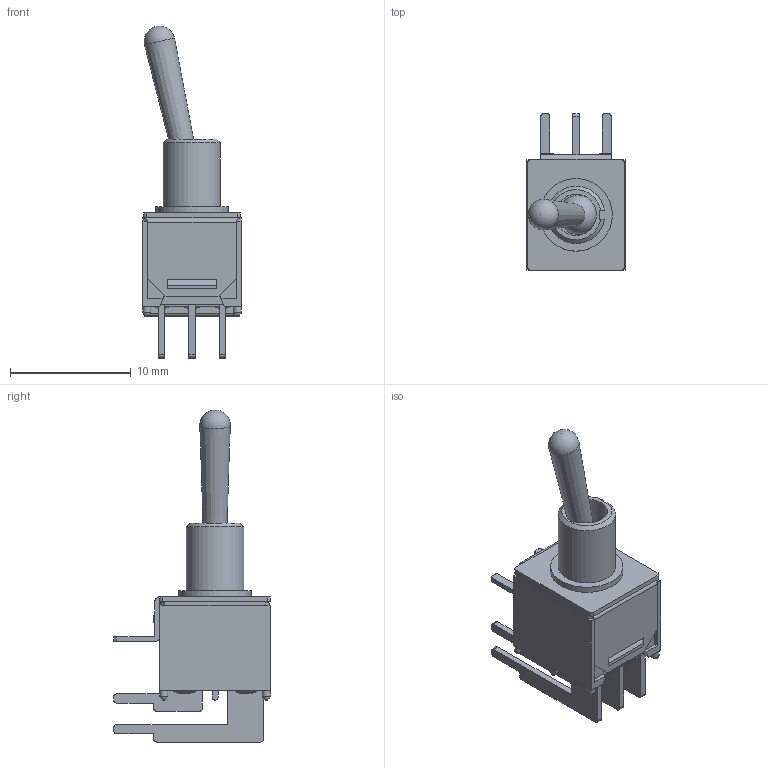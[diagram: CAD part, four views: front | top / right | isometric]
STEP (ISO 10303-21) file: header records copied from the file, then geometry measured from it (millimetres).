
FILE_DESCRIPTION(/* description */ (''),/* implementation_level */ '2;1');
FILE_NAME(/* name */ '200MDPxT4B4M6xE.stp',/* time_stamp */ '2025-04-28T14:36:52-05:00',/* author */ ('mroman'),/* organization */ (''),/* preprocessor_version */ 'ST-DEVELOPER v18.1',/* originating_system */ 'Autodesk Inventor 2022',/* authorisation */ '');
FILE_SCHEMA (('AUTOMOTIVE_DESIGN { 1 0 10303 214 3 1 1 }'));
Length unit declared in the file: inch
Products named in the file (1): 200MDPxT4B4M6xE
Bounding box: 8.13 x 12.95 x 27.46 mm (x, y, z)
Volume: 424.7 mm3; surface area: 1449.3 mm2
Topology: 1 solids, 2 shells, 319 faces, 923 edges, 601 vertices
Faces by surface type: plane 197, cylinder 86, bspline 26, sphere 6, cone 4
Full cylindrical faces by diameter (mm): 0.65 x4, 3.4 x1, 6 x1
Entity records: 11247 total; most frequent: CARTESIAN_POINT 2945, ORIENTED_EDGE 1836, DIRECTION 1570, EDGE_CURVE 918, LINE 650, VECTOR 650, VERTEX_POINT 601, AXIS2_PLACEMENT_3D 460
